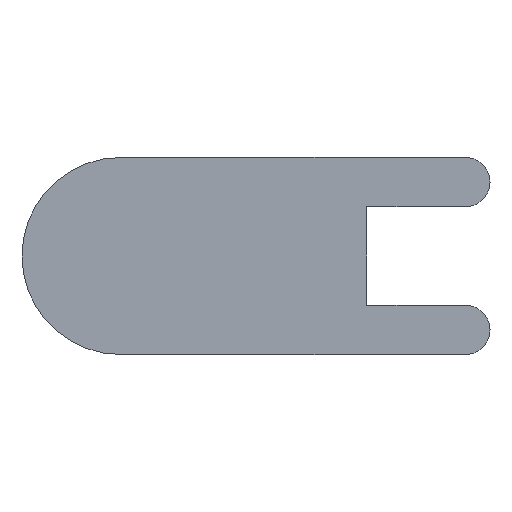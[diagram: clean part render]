
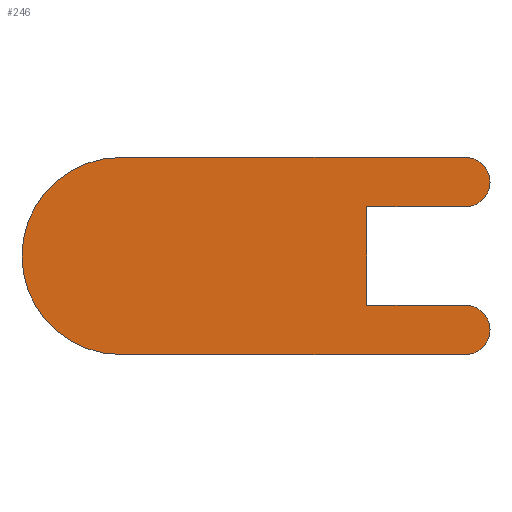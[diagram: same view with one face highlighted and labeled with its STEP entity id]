
A CAD part, left-side view. The second image highlights one B-rep face of the part: STEP entity #246.
In plain terms, the highlighted planar face has unit normal (-1, 0, 0).
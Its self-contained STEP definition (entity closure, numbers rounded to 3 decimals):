
#21=PLANE('',#280);
#32=FACE_OUTER_BOUND('',#46,.T.);
#46=EDGE_LOOP('',(#183,#184,#185,#186,#187,#188,#189,#190));
#64=LINE('',#394,#85);
#65=LINE('',#398,#86);
#66=LINE('',#400,#87);
#67=LINE('',#402,#88);
#68=LINE('',#406,#89);
#85=VECTOR('',#323,10.);
#86=VECTOR('',#326,10.);
#87=VECTOR('',#327,10.);
#88=VECTOR('',#328,10.);
#89=VECTOR('',#331,10.);
#109=CIRCLE('',#281,50.);
#110=CIRCLE('',#282,50.);
#111=CIRCLE('',#283,200.);
#121=VERTEX_POINT('',#392);
#122=VERTEX_POINT('',#393);
#123=VERTEX_POINT('',#395);
#124=VERTEX_POINT('',#397);
#125=VERTEX_POINT('',#399);
#126=VERTEX_POINT('',#401);
#127=VERTEX_POINT('',#403);
#128=VERTEX_POINT('',#405);
#146=EDGE_CURVE('',#121,#122,#64,.T.);
#147=EDGE_CURVE('',#122,#123,#109,.T.);
#148=EDGE_CURVE('',#123,#124,#65,.T.);
#149=EDGE_CURVE('',#124,#125,#66,.T.);
#150=EDGE_CURVE('',#125,#126,#67,.T.);
#151=EDGE_CURVE('',#126,#127,#110,.T.);
#152=EDGE_CURVE('',#127,#128,#68,.T.);
#153=EDGE_CURVE('',#128,#121,#111,.T.);
#183=ORIENTED_EDGE('',*,*,#146,.T.);
#184=ORIENTED_EDGE('',*,*,#147,.T.);
#185=ORIENTED_EDGE('',*,*,#148,.T.);
#186=ORIENTED_EDGE('',*,*,#149,.T.);
#187=ORIENTED_EDGE('',*,*,#150,.T.);
#188=ORIENTED_EDGE('',*,*,#151,.T.);
#189=ORIENTED_EDGE('',*,*,#152,.T.);
#190=ORIENTED_EDGE('',*,*,#153,.T.);
#246=ADVANCED_FACE('',(#32),#21,.F.);
#280=AXIS2_PLACEMENT_3D('',#391,#321,#322);
#281=AXIS2_PLACEMENT_3D('',#396,#324,#325);
#282=AXIS2_PLACEMENT_3D('',#404,#329,#330);
#283=AXIS2_PLACEMENT_3D('',#407,#332,#333);
#321=DIRECTION('center_axis',(1.,0.,0.));
#322=DIRECTION('ref_axis',(0.,1.,0.));
#323=DIRECTION('',(0.,-1.,0.));
#324=DIRECTION('center_axis',(-1.,0.,0.));
#325=DIRECTION('ref_axis',(0.,0.,1.));
#326=DIRECTION('',(0.,1.,0.));
#327=DIRECTION('',(0.,0.,1.));
#328=DIRECTION('',(0.,-1.,0.));
#329=DIRECTION('center_axis',(-1.,0.,0.));
#330=DIRECTION('ref_axis',(0.,0.,1.));
#331=DIRECTION('',(0.,1.,0.));
#332=DIRECTION('center_axis',(-1.,0.,0.));
#333=DIRECTION('ref_axis',(0.,0.,-1.));
#391=CARTESIAN_POINT('Origin',(-100.,25.,200.));
#392=CARTESIAN_POINT('',(-100.,300.,0.));
#393=CARTESIAN_POINT('',(-100.,-400.,0.));
#394=CARTESIAN_POINT('',(-100.,-200.,0.));
#395=CARTESIAN_POINT('',(-100.,-400.,100.));
#396=CARTESIAN_POINT('Origin',(-100.,-400.,50.));
#397=CARTESIAN_POINT('',(-100.,-200.,100.));
#398=CARTESIAN_POINT('',(-100.,-400.,100.));
#399=CARTESIAN_POINT('',(-100.,-200.,300.));
#400=CARTESIAN_POINT('',(-100.,-200.,100.));
#401=CARTESIAN_POINT('',(-100.,-400.,300.));
#402=CARTESIAN_POINT('',(-100.,-200.,300.));
#403=CARTESIAN_POINT('',(-100.,-400.,400.));
#404=CARTESIAN_POINT('Origin',(-100.,-400.,350.));
#405=CARTESIAN_POINT('',(-100.,300.,400.));
#406=CARTESIAN_POINT('',(-100.,200.,400.));
#407=CARTESIAN_POINT('Origin',(-100.,300.,200.));
